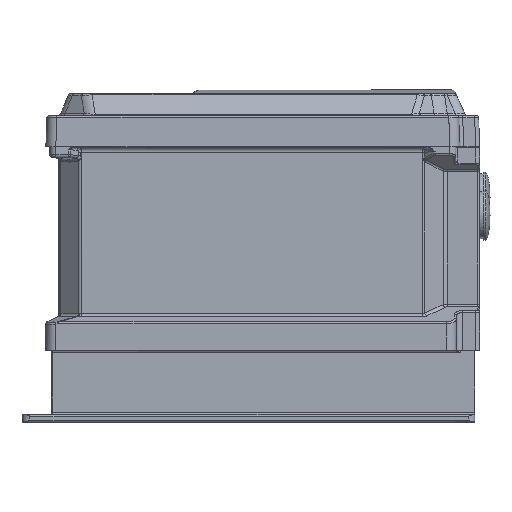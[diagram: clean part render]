
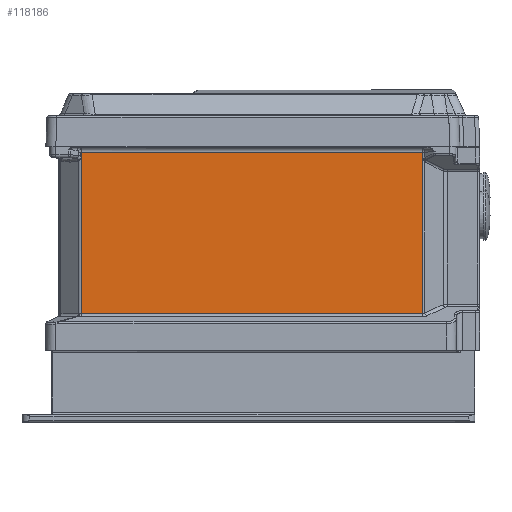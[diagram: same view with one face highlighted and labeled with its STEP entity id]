
A CAD part, left-side view. The second image highlights one B-rep face of the part: STEP entity #118186.
In plain terms, the highlighted planar face has unit normal (-1, 0, 0).
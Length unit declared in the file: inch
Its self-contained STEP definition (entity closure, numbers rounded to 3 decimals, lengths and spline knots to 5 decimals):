
#8060 = LINE ( 'NONE', #89470, #34837 ) ;
#8707 = VERTEX_POINT ( 'NONE', #127177 ) ;
#14957 = VECTOR ( 'NONE', #20803, 39.37008 ) ;
#18811 = PLANE ( 'NONE',  #68463 ) ;
#20019 = DIRECTION ( 'NONE',  ( -1., 0., 0. ) ) ;
#20803 = DIRECTION ( 'NONE',  ( 0., 0., 1. ) ) ;
#21339 = ORIENTED_EDGE ( 'NONE', *, *, #103706, .T. ) ;
#24519 = VECTOR ( 'NONE', #38040, 39.37008 ) ;
#31783 = CARTESIAN_POINT ( 'NONE',  ( -2.87402, 7.88077, 2.14127 ) ) ;
#34837 = VECTOR ( 'NONE', #74390, 39.37008 ) ;
#38040 = DIRECTION ( 'NONE',  ( 0., 0., 1. ) ) ;
#43229 = CARTESIAN_POINT ( 'NONE',  ( -2.87401, 7.88077, 5.34356 ) ) ;
#48701 = EDGE_CURVE ( 'NONE', #8707, #71592, #127655, .T. ) ;
#50746 = VERTEX_POINT ( 'NONE', #31783 ) ;
#53001 = CARTESIAN_POINT ( 'NONE',  ( -2.87402, 1.12683, 5.21133 ) ) ;
#57451 = LINE ( 'NONE', #107881, #14957 ) ;
#58210 = CARTESIAN_POINT ( 'NONE',  ( -2.87402, 1.12682, 2.14127 ) ) ;
#60516 = ORIENTED_EDGE ( 'NONE', *, *, #155828, .T. ) ;
#61477 = VERTEX_POINT ( 'NONE', #43229 ) ;
#68463 = AXIS2_PLACEMENT_3D ( 'NONE', #118988, #20019, #78847 ) ;
#71592 = VERTEX_POINT ( 'NONE', #97395 ) ;
#74390 = DIRECTION ( 'NONE',  ( 0., 1., 0. ) ) ;
#78847 = DIRECTION ( 'NONE',  ( 0., 0., 1. ) ) ;
#81621 = CARTESIAN_POINT ( 'NONE',  ( -2.87402, 7.88077, 2.06693 ) ) ;
#83251 = VECTOR ( 'NONE', #140451, 39.37008 ) ;
#89470 = CARTESIAN_POINT ( 'NONE',  ( -2.87402, 8.30709, 5.34356 ) ) ;
#97395 = CARTESIAN_POINT ( 'NONE',  ( -2.87402, 1.12683, 5.34356 ) ) ;
#103706 = EDGE_CURVE ( 'NONE', #71592, #61477, #8060, .T. ) ;
#104175 = FACE_OUTER_BOUND ( 'NONE', #179521, .T. ) ;
#107881 = CARTESIAN_POINT ( 'NONE',  ( -2.87402, 1.12682, 2.14127 ) ) ;
#115117 = LINE ( 'NONE', #117629, #144167 ) ;
#116437 = DIRECTION ( 'NONE',  ( 0., -1., 0. ) ) ;
#117629 = CARTESIAN_POINT ( 'NONE',  ( -2.87402, 8.30709, 2.14127 ) ) ;
#118186 = ADVANCED_FACE ( 'NONE', ( #104175 ), #18811, .T. ) ;
#118988 = CARTESIAN_POINT ( 'NONE',  ( -2.87402, 8.30709, 2.06693 ) ) ;
#122721 = ORIENTED_EDGE ( 'NONE', *, *, #170891, .T. ) ;
#127177 = CARTESIAN_POINT ( 'NONE',  ( -2.87402, 1.12683, 5.21133 ) ) ;
#127655 = LINE ( 'NONE', #53001, #24519 ) ;
#139049 = VERTEX_POINT ( 'NONE', #58210 ) ;
#140451 = DIRECTION ( 'NONE',  ( 0., 0., -1. ) ) ;
#144167 = VECTOR ( 'NONE', #116437, 39.37008 ) ;
#155828 = EDGE_CURVE ( 'NONE', #50746, #139049, #115117, .T. ) ;
#170891 = EDGE_CURVE ( 'NONE', #61477, #50746, #172946, .T. ) ;
#172834 = ORIENTED_EDGE ( 'NONE', *, *, #183639, .T. ) ;
#172946 = LINE ( 'NONE', #81621, #83251 ) ;
#178612 = ORIENTED_EDGE ( 'NONE', *, *, #48701, .T. ) ;
#179521 = EDGE_LOOP ( 'NONE', ( #21339, #122721, #60516, #172834, #178612 ) ) ;
#183639 = EDGE_CURVE ( 'NONE', #139049, #8707, #57451, .T. ) ;
